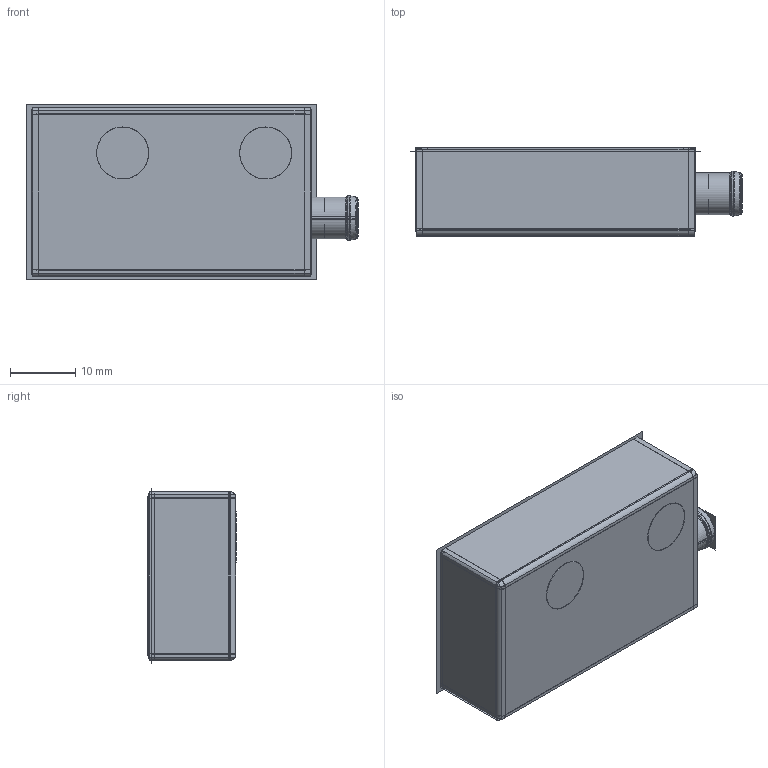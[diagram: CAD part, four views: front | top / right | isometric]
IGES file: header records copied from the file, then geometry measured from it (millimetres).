
Start section:  PTC IGES file: 210927.igs
Global section: file name: 210927.igs; native system: Creo Parametric by PTC Inc.; preprocessor: 2018300; author: pdmadmin; organization: Unknown; date: 20190319.125947; units: millimetre
Bounding box: 51.06 x 13.66 x 27.04 mm (x, y, z)
Volume: 13942 mm3; surface area: 27387.9 mm2
Topology: 1 solids, 1 shells, 340 faces, 1850 edges, 2358 vertices
Faces by surface type: revolution 226, bspline 114
